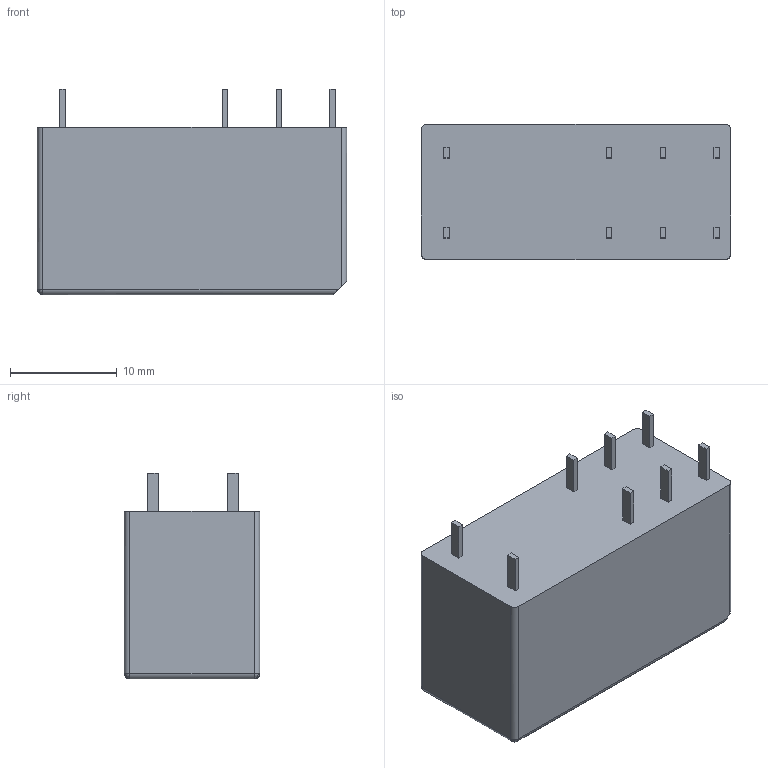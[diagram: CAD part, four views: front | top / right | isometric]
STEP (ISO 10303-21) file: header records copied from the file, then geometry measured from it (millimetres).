
FILE_DESCRIPTION (( 'STEP AP214' ), '1' );
FILE_NAME ('c-6-1393243-3-b-3d.stp', '2018-12-16T12:34:48', ( '' ), ( '' ), 'SwSTEP 2.0', 'SolidWorks 2014', '' );
FILE_SCHEMA (( 'AUTOMOTIVE_DESIGN' ));
Length unit declared in the file: millimetre
Products named in the file (1): c-6-1393243-3-b-3d
Bounding box: 29 x 12.7 x 19.31 mm (x, y, z)
Volume: 5779.4 mm3; surface area: 2094.2 mm2
Topology: 1 solids, 1 shells, 257 faces, 674 edges, 444 vertices
Faces by surface type: plane 182, bspline 68, cylinder 7
Entity records: 13944 total; most frequent: CARTESIAN_POINT 5668, ORIENTED_EDGE 1340, DIRECTION 932, EDGE_CURVE 670, LINE 524, VECTOR 524, VERTEX_POINT 444, EDGE_LOOP 286
